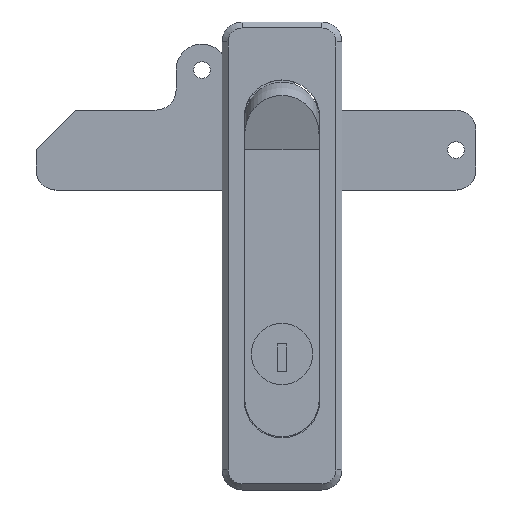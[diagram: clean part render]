
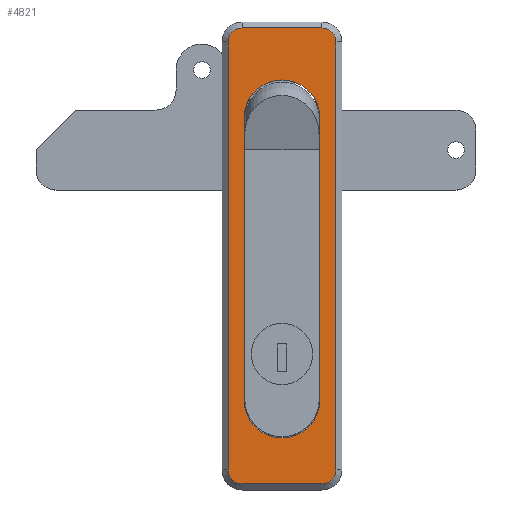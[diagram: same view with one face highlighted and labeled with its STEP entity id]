
A CAD part, top view. The second image highlights one B-rep face of the part: STEP entity #4821.
In plain terms, the highlighted planar face has unit normal (0, 0, 1).
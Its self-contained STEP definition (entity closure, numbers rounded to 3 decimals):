
#98 = CARTESIAN_POINT ( 'NONE',  ( 10., 30.5, 6. ) ) ;
#109 = DIRECTION ( 'NONE',  ( 0., -1., 0. ) ) ;
#233 = PLANE ( 'NONE',  #1626 ) ;
#356 = DIRECTION ( 'NONE',  ( -1., 0., 0. ) ) ;
#375 = DIRECTION ( 'NONE',  ( 0., 0., 1. ) ) ;
#412 = EDGE_CURVE ( 'NONE', #7486, #11298, #3261, .T. ) ;
#541 = EDGE_CURVE ( 'NONE', #9444, #4078, #9289, .T. ) ;
#791 = DIRECTION ( 'NONE',  ( 0., 0., 1. ) ) ;
#806 = ORIENTED_EDGE ( 'NONE', *, *, #11098, .T. ) ;
#917 = ORIENTED_EDGE ( 'NONE', *, *, #6012, .T. ) ;
#993 = ORIENTED_EDGE ( 'NONE', *, *, #412, .F. ) ;
#1110 = DIRECTION ( 'NONE',  ( 1., 0., 0. ) ) ;
#1418 = LINE ( 'NONE', #2078, #5893 ) ;
#1419 = EDGE_CURVE ( 'NONE', #9823, #8547, #9901, .T. ) ;
#1626 = AXIS2_PLACEMENT_3D ( 'NONE', #10935, #1966, #1110 ) ;
#1713 = CARTESIAN_POINT ( 'NONE',  ( -10., 27., 6. ) ) ;
#1716 = CARTESIAN_POINT ( 'NONE',  ( -10., 30.5, 6. ) ) ;
#1718 = LINE ( 'NONE', #5439, #8581 ) ;
#1761 = EDGE_CURVE ( 'NONE', #10612, #7486, #7370, .T. ) ;
#1837 = CARTESIAN_POINT ( 'NONE',  ( -9.5, -62.5, 6. ) ) ;
#1896 = CARTESIAN_POINT ( 'NONE',  ( 10., -83.5, 6. ) ) ;
#1929 = LINE ( 'NONE', #10799, #8233 ) ;
#1946 = AXIS2_PLACEMENT_3D ( 'NONE', #10503, #5150, #11408 ) ;
#1966 = DIRECTION ( 'NONE',  ( 0., 0., 1. ) ) ;
#2078 = CARTESIAN_POINT ( 'NONE',  ( 13.5, 27., 6. ) ) ;
#2207 = CARTESIAN_POINT ( 'NONE',  ( 13.5, -80., 6. ) ) ;
#2330 = FACE_BOUND ( 'NONE', #7165, .T. ) ;
#2367 = VERTEX_POINT ( 'NONE', #11112 ) ;
#2449 = EDGE_LOOP ( 'NONE', ( #806, #11276, #917, #6742, #7922, #9531, #7243, #3081 ) ) ;
#2468 = VECTOR ( 'NONE', #9057, 1000. ) ;
#2615 = DIRECTION ( 'NONE',  ( 1., 0., 0. ) ) ;
#2656 = AXIS2_PLACEMENT_3D ( 'NONE', #5717, #375, #6598 ) ;
#2757 = CIRCLE ( 'NONE', #7803, 3.5 ) ;
#2783 = VERTEX_POINT ( 'NONE', #8002 ) ;
#3081 = ORIENTED_EDGE ( 'NONE', *, *, #10657, .T. ) ;
#3261 = LINE ( 'NONE', #11094, #3545 ) ;
#3513 = DIRECTION ( 'NONE',  ( -1., 0., 0. ) ) ;
#3545 = VECTOR ( 'NONE', #5728, 1000. ) ;
#3746 = CARTESIAN_POINT ( 'NONE',  ( -10., 30.5, 6. ) ) ;
#4078 = VERTEX_POINT ( 'NONE', #3746 ) ;
#4241 = VECTOR ( 'NONE', #3513, 1000. ) ;
#4310 = EDGE_CURVE ( 'NONE', #11141, #10612, #1718, .T. ) ;
#4554 = DIRECTION ( 'NONE',  ( 0., -1., 0. ) ) ;
#4617 = CARTESIAN_POINT ( 'NONE',  ( 9.5, 8., 6. ) ) ;
#4821 = ADVANCED_FACE ( 'NONE', ( #6801, #2330 ), #233, .T. ) ;
#4985 = CARTESIAN_POINT ( 'NONE',  ( 13.5, 27., 6. ) ) ;
#5150 = DIRECTION ( 'NONE',  ( 0., 0., 1. ) ) ;
#5154 = ORIENTED_EDGE ( 'NONE', *, *, #1761, .F. ) ;
#5237 = CARTESIAN_POINT ( 'NONE',  ( -10., -80., 6. ) ) ;
#5305 = ORIENTED_EDGE ( 'NONE', *, *, #10012, .F. ) ;
#5439 = CARTESIAN_POINT ( 'NONE',  ( -9.5, 8., 6. ) ) ;
#5711 = DIRECTION ( 'NONE',  ( 0., 0., 1. ) ) ;
#5717 = CARTESIAN_POINT ( 'NONE',  ( 10., -80., 6. ) ) ;
#5728 = DIRECTION ( 'NONE',  ( 0., 1., 0. ) ) ;
#5893 = VECTOR ( 'NONE', #7436, 1000. ) ;
#6012 = EDGE_CURVE ( 'NONE', #8547, #6070, #10409, .T. ) ;
#6070 = VERTEX_POINT ( 'NONE', #2207 ) ;
#6127 = DIRECTION ( 'NONE',  ( 1., 0., 0. ) ) ;
#6130 = CARTESIAN_POINT ( 'NONE',  ( 0., -62.5, 6. ) ) ;
#6159 = CARTESIAN_POINT ( 'NONE',  ( 9.5, -62.5, 6. ) ) ;
#6598 = DIRECTION ( 'NONE',  ( 1., 0., 0. ) ) ;
#6742 = ORIENTED_EDGE ( 'NONE', *, *, #7992, .T. ) ;
#6801 = FACE_OUTER_BOUND ( 'NONE', #2449, .T. ) ;
#7030 = DIRECTION ( 'NONE',  ( 1., 0., 0. ) ) ;
#7165 = EDGE_LOOP ( 'NONE', ( #993, #5154, #8668, #5305 ) ) ;
#7239 = CIRCLE ( 'NONE', #8423, 3.5 ) ;
#7243 = ORIENTED_EDGE ( 'NONE', *, *, #11127, .T. ) ;
#7370 = CIRCLE ( 'NONE', #11061, 9.5 ) ;
#7436 = DIRECTION ( 'NONE',  ( 0., 1., 0. ) ) ;
#7486 = VERTEX_POINT ( 'NONE', #6159 ) ;
#7803 = AXIS2_PLACEMENT_3D ( 'NONE', #5237, #11476, #6127 ) ;
#7922 = ORIENTED_EDGE ( 'NONE', *, *, #9350, .T. ) ;
#7979 = DIRECTION ( 'NONE',  ( 0., 0., 1. ) ) ;
#7992 = EDGE_CURVE ( 'NONE', #6070, #8154, #1418, .T. ) ;
#8002 = CARTESIAN_POINT ( 'NONE',  ( -13.5, -80., 6. ) ) ;
#8134 = CARTESIAN_POINT ( 'NONE',  ( -10., -83.5, 6. ) ) ;
#8154 = VERTEX_POINT ( 'NONE', #4985 ) ;
#8233 = VECTOR ( 'NONE', #109, 1000. ) ;
#8379 = CARTESIAN_POINT ( 'NONE',  ( 10., -83.5, 6. ) ) ;
#8423 = AXIS2_PLACEMENT_3D ( 'NONE', #1713, #7979, #2615 ) ;
#8547 = VERTEX_POINT ( 'NONE', #8379 ) ;
#8581 = VECTOR ( 'NONE', #4554, 1000. ) ;
#8668 = ORIENTED_EDGE ( 'NONE', *, *, #4310, .F. ) ;
#8828 = CIRCLE ( 'NONE', #9317, 9.5 ) ;
#9057 = DIRECTION ( 'NONE',  ( 1., 0., 0. ) ) ;
#9289 = LINE ( 'NONE', #1716, #4241 ) ;
#9317 = AXIS2_PLACEMENT_3D ( 'NONE', #11066, #5711, #356 ) ;
#9350 = EDGE_CURVE ( 'NONE', #8154, #9444, #11500, .T. ) ;
#9444 = VERTEX_POINT ( 'NONE', #98 ) ;
#9531 = ORIENTED_EDGE ( 'NONE', *, *, #541, .T. ) ;
#9823 = VERTEX_POINT ( 'NONE', #8134 ) ;
#9901 = LINE ( 'NONE', #1896, #2468 ) ;
#10012 = EDGE_CURVE ( 'NONE', #11298, #11141, #8828, .T. ) ;
#10409 = CIRCLE ( 'NONE', #2656, 3.5 ) ;
#10503 = CARTESIAN_POINT ( 'NONE',  ( 10., 27., 6. ) ) ;
#10612 = VERTEX_POINT ( 'NONE', #1837 ) ;
#10657 = EDGE_CURVE ( 'NONE', #2367, #2783, #1929, .T. ) ;
#10799 = CARTESIAN_POINT ( 'NONE',  ( -13.5, -80., 6. ) ) ;
#10935 = CARTESIAN_POINT ( 'NONE',  ( 0., 0., 6. ) ) ;
#11061 = AXIS2_PLACEMENT_3D ( 'NONE', #6130, #791, #7030 ) ;
#11066 = CARTESIAN_POINT ( 'NONE',  ( 0., 8., 6. ) ) ;
#11094 = CARTESIAN_POINT ( 'NONE',  ( 9.5, 8., 6. ) ) ;
#11098 = EDGE_CURVE ( 'NONE', #2783, #9823, #2757, .T. ) ;
#11112 = CARTESIAN_POINT ( 'NONE',  ( -13.5, 27., 6. ) ) ;
#11127 = EDGE_CURVE ( 'NONE', #4078, #2367, #7239, .T. ) ;
#11141 = VERTEX_POINT ( 'NONE', #11522 ) ;
#11276 = ORIENTED_EDGE ( 'NONE', *, *, #1419, .T. ) ;
#11298 = VERTEX_POINT ( 'NONE', #4617 ) ;
#11408 = DIRECTION ( 'NONE',  ( 1., 0., 0. ) ) ;
#11476 = DIRECTION ( 'NONE',  ( 0., 0., 1. ) ) ;
#11500 = CIRCLE ( 'NONE', #1946, 3.5 ) ;
#11522 = CARTESIAN_POINT ( 'NONE',  ( -9.5, 8., 6. ) ) ;
